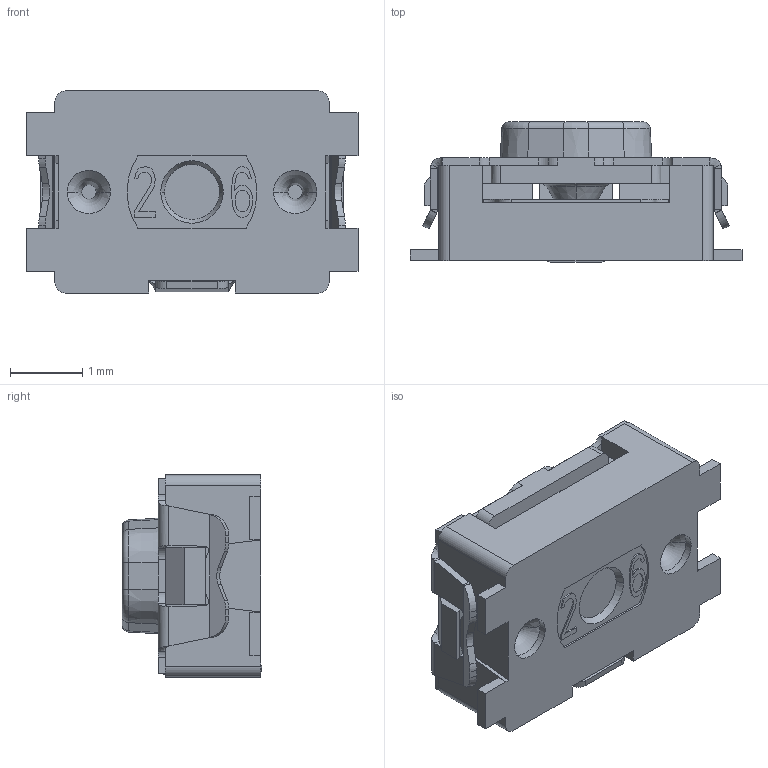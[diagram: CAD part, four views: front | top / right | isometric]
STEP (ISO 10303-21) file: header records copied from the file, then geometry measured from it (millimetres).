
FILE_DESCRIPTION((''),'2;1');
FILE_NAME('CU78M2G005FP_SW0001','2015-03-10T',('lb9412d'),(''),'PRO/ENGINEER BY PARAMETRIC TECHNOLOGY CORPORATION, 2013320','PRO/ENGINEER BY PARAMETRIC TECHNOLOGY CORPORATION, 2013320','');
FILE_SCHEMA(('CONFIG_CONTROL_DESIGN'));
Length unit declared in the file: millimetre
Products named in the file (1): CU78M2G005FP_SW0001
Bounding box: 4.6 x 1.94 x 2.8 mm (x, y, z)
Volume: 14 mm3; surface area: 78.2 mm2
Topology: 1 solids, 1 shells, 386 faces, 1058 edges, 676 vertices
Faces by surface type: plane 256, cylinder 90, bspline 18, torus 12, cone 10
Entity records: 12920 total; most frequent: CARTESIAN_POINT 3086, ORIENTED_EDGE 2116, DIRECTION 1936, EDGE_CURVE 1058, VECTOR 808, LINE 808, VERTEX_POINT 676, AXIS2_PLACEMENT_3D 564
